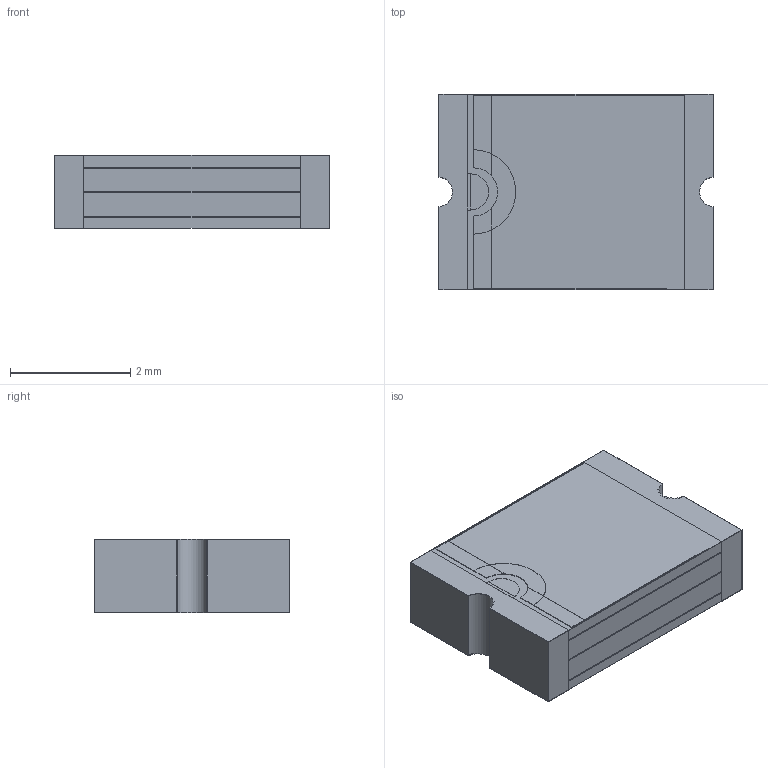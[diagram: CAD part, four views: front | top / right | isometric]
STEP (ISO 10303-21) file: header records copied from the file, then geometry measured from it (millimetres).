
FILE_DESCRIPTION(('FreeCAD Model'),'2;1');
FILE_NAME('633475.3.2.stp','2021-04-26T14:27:28',( 'Author'),(''),'Open CASCADE STEP processor 6.9','FreeCAD','Unknown' );
FILE_SCHEMA(('AUTOMOTIVE_DESIGN { 1 0 10303 214 1 1 1 1 }'));
Length unit declared in the file: millimetre
Products named in the file (7): ASSEMBLY; Rect6; Rect7; Body; Top; Terminal; solidIntersect
Assembly tree (6 placements, depth 2):
  ASSEMBLY
    Rect6
    Rect7
    Body
    Top
    Terminal
    solidIntersect
Bounding box: 4.55 x 3.25 x 1.22 mm (x, y, z)
Surface area: 164.4 mm2
Topology: 9 solids, 9 shells, 96 faces, 204 edges, 126 vertices
Faces by surface type: plane 89, cylinder 7
Entity records: 5351 total; most frequent: CARTESIAN_POINT 899, DIRECTION 812, LINE 542, VECTOR 542, ORIENTED_EDGE 408, PCURVE 408, DEFINITIONAL_REPRESENTATION 408, EDGE_CURVE 204
